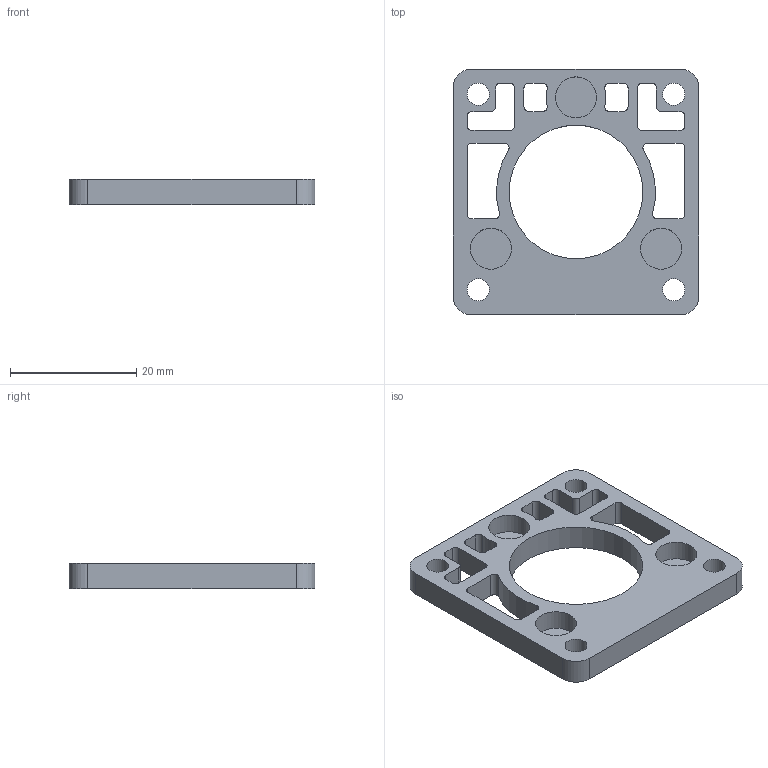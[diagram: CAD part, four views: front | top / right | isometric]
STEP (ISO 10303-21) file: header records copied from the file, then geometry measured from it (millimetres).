
FILE_DESCRIPTION(/* description */ (''),/* implementation_level */ '2;1');
FILE_NAME(/* name */ 'Laser Shroud Magnetic Mount.step',/* time_stamp */ '2023-05-02T22:52:56-06:00',/* author */ (''),/* organization */ (''),/* preprocessor_version */ 'ST-DEVELOPER v19.2',/* originating_system */ 'Autodesk Translation Framework v12.4.0.73',/* authorisation */ '');
FILE_SCHEMA (('AUTOMOTIVE_DESIGN { 1 0 10303 214 3 1 1 }'));
Length unit declared in the file: millimetre
Products named in the file (2): Laser Shroud Magnetic Mount; Laser Shroud Mount
Assembly tree (1 placements, depth 2):
  Laser Shroud Magnetic Mount
    Laser Shroud Mount
Bounding box: 39 x 39 x 4 mm (x, y, z)
Volume: 3258.1 mm3; surface area: 3655 mm2
Topology: 1 solids, 1 shells, 77 faces, 216 edges, 144 vertices
Faces by surface type: cylinder 44, plane 33
Full cylindrical faces by diameter (mm): 3.5 x4, 6.5 x3, 21.2 x1
Entity records: 2615 total; most frequent: DIRECTION 464, CARTESIAN_POINT 440, ORIENTED_EDGE 432, EDGE_CURVE 216, AXIS2_PLACEMENT_3D 168, VERTEX_POINT 144, LINE 128, VECTOR 128
